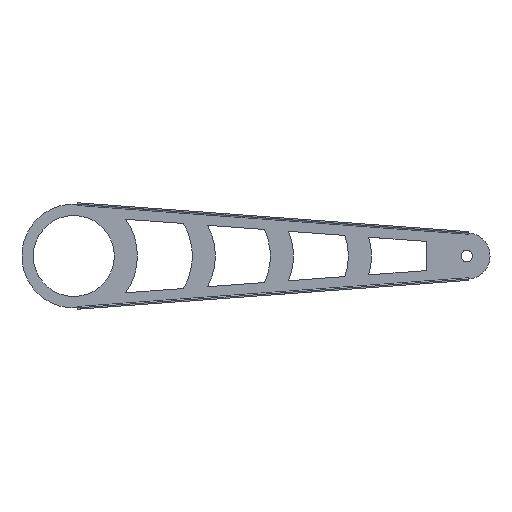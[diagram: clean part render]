
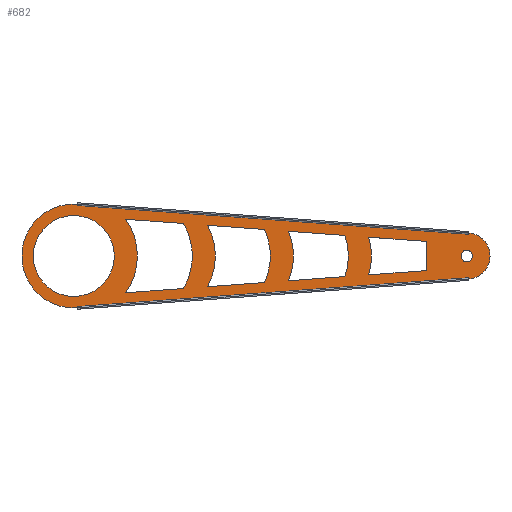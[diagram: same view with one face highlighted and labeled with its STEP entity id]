
A CAD part, top view. The second image highlights one B-rep face of the part: STEP entity #682.
In plain terms, the highlighted planar face has unit normal (0, 0, 1).
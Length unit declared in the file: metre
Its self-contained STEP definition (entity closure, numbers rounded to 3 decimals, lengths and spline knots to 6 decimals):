
#23=PLANE('',#753);
#39=LINE('',#993,#105);
#44=LINE('',#1007,#110);
#49=LINE('',#1022,#115);
#52=LINE('',#1028,#118);
#57=LINE('',#1043,#123);
#63=LINE('',#1064,#129);
#66=LINE('',#1086,#132);
#68=LINE('',#1089,#134);
#70=LINE('',#1092,#136);
#73=LINE('',#1103,#139);
#74=LINE('',#1105,#140);
#75=LINE('',#1107,#141);
#76=LINE('',#1108,#142);
#77=LINE('',#1110,#143);
#78=LINE('',#1112,#144);
#105=VECTOR('',#791,1.);
#110=VECTOR('',#804,1.);
#115=VECTOR('',#817,1.);
#118=VECTOR('',#822,1.);
#123=VECTOR('',#835,1.);
#129=VECTOR('',#855,1.);
#132=VECTOR('',#884,1.);
#134=VECTOR('',#888,1.);
#136=VECTOR('',#892,1.);
#139=VECTOR('',#903,1.);
#140=VECTOR('',#904,1.);
#141=VECTOR('',#905,1.);
#142=VECTOR('',#906,1.);
#143=VECTOR('',#907,1.);
#144=VECTOR('',#908,1.);
#243=ORIENTED_EDGE('',*,*,#395,.T.);
#244=ORIENTED_EDGE('',*,*,#399,.T.);
#245=ORIENTED_EDGE('',*,*,#402,.F.);
#246=ORIENTED_EDGE('',*,*,#414,.F.);
#247=ORIENTED_EDGE('',*,*,#385,.T.);
#248=ORIENTED_EDGE('',*,*,#389,.T.);
#249=ORIENTED_EDGE('',*,*,#392,.F.);
#250=ORIENTED_EDGE('',*,*,#412,.F.);
#251=ORIENTED_EDGE('',*,*,#375,.T.);
#252=ORIENTED_EDGE('',*,*,#379,.T.);
#253=ORIENTED_EDGE('',*,*,#382,.F.);
#254=ORIENTED_EDGE('',*,*,#410,.F.);
#255=ORIENTED_EDGE('',*,*,#365,.F.);
#256=ORIENTED_EDGE('',*,*,#369,.T.);
#257=ORIENTED_EDGE('',*,*,#372,.T.);
#258=ORIENTED_EDGE('',*,*,#408,.F.);
#259=ORIENTED_EDGE('',*,*,#405,.F.);
#260=ORIENTED_EDGE('',*,*,#403,.F.);
#261=ORIENTED_EDGE('',*,*,#417,.T.);
#262=ORIENTED_EDGE('',*,*,#419,.T.);
#263=ORIENTED_EDGE('',*,*,#420,.T.);
#264=ORIENTED_EDGE('',*,*,#421,.T.);
#265=ORIENTED_EDGE('',*,*,#361,.T.);
#266=ORIENTED_EDGE('',*,*,#422,.T.);
#267=ORIENTED_EDGE('',*,*,#423,.T.);
#268=ORIENTED_EDGE('',*,*,#424,.T.);
#361=EDGE_CURVE('',#458,#457,#520,.T.);
#365=EDGE_CURVE('',#461,#462,#39,.T.);
#369=EDGE_CURVE('',#461,#464,#522,.T.);
#372=EDGE_CURVE('',#464,#466,#44,.T.);
#375=EDGE_CURVE('',#470,#469,#524,.T.);
#379=EDGE_CURVE('',#469,#472,#49,.T.);
#382=EDGE_CURVE('',#474,#472,#52,.T.);
#385=EDGE_CURVE('',#478,#477,#526,.T.);
#389=EDGE_CURVE('',#477,#480,#57,.T.);
#392=EDGE_CURVE('',#482,#480,#528,.T.);
#395=EDGE_CURVE('',#486,#485,#530,.T.);
#399=EDGE_CURVE('',#485,#488,#63,.T.);
#402=EDGE_CURVE('',#490,#488,#532,.T.);
#403=EDGE_CURVE('',#491,#491,#533,.T.);
#405=EDGE_CURVE('',#493,#493,#535,.T.);
#408=EDGE_CURVE('',#462,#466,#538,.T.);
#410=EDGE_CURVE('',#470,#474,#66,.T.);
#412=EDGE_CURVE('',#478,#482,#68,.T.);
#414=EDGE_CURVE('',#486,#490,#70,.T.);
#417=EDGE_CURVE('',#498,#497,#540,.T.);
#419=EDGE_CURVE('',#497,#499,#73,.T.);
#420=EDGE_CURVE('',#499,#500,#74,.F.);
#421=EDGE_CURVE('',#500,#458,#75,.T.);
#422=EDGE_CURVE('',#457,#501,#76,.T.);
#423=EDGE_CURVE('',#501,#502,#77,.T.);
#424=EDGE_CURVE('',#502,#498,#78,.T.);
#457=VERTEX_POINT('',#983);
#458=VERTEX_POINT('',#985);
#461=VERTEX_POINT('',#992);
#462=VERTEX_POINT('',#994);
#464=VERTEX_POINT('',#1000);
#466=VERTEX_POINT('',#1006);
#469=VERTEX_POINT('',#1013);
#470=VERTEX_POINT('',#1015);
#472=VERTEX_POINT('',#1021);
#474=VERTEX_POINT('',#1027);
#477=VERTEX_POINT('',#1034);
#478=VERTEX_POINT('',#1036);
#480=VERTEX_POINT('',#1042);
#482=VERTEX_POINT('',#1048);
#485=VERTEX_POINT('',#1055);
#486=VERTEX_POINT('',#1057);
#488=VERTEX_POINT('',#1063);
#490=VERTEX_POINT('',#1069);
#491=VERTEX_POINT('',#1073);
#493=VERTEX_POINT('',#1078);
#497=VERTEX_POINT('',#1098);
#498=VERTEX_POINT('',#1100);
#499=VERTEX_POINT('',#1104);
#500=VERTEX_POINT('',#1106);
#501=VERTEX_POINT('',#1109);
#502=VERTEX_POINT('',#1111);
#520=CIRCLE('',#713,0.028575);
#522=CIRCLE('',#717,0.034925);
#524=CIRCLE('',#721,0.034925);
#526=CIRCLE('',#726,0.034925);
#528=CIRCLE('',#730,0.034925);
#530=CIRCLE('',#733,0.034925);
#532=CIRCLE('',#737,0.034925);
#533=CIRCLE('',#739,0.022225);
#535=CIRCLE('',#742,0.003175);
#538=CIRCLE('',#746,0.034925);
#540=CIRCLE('',#752,0.0127);
#569=EDGE_LOOP('',(#243,#244,#245,#246));
#570=EDGE_LOOP('',(#247,#248,#249,#250));
#571=EDGE_LOOP('',(#251,#252,#253,#254));
#572=EDGE_LOOP('',(#255,#256,#257,#258));
#573=EDGE_LOOP('',(#259));
#574=EDGE_LOOP('',(#260));
#575=EDGE_LOOP('',(#261,#262,#263,#264,#265,#266,#267,#268));
#619=FACE_BOUND('',#569,.T.);
#620=FACE_BOUND('',#570,.T.);
#621=FACE_BOUND('',#571,.T.);
#622=FACE_BOUND('',#572,.T.);
#623=FACE_BOUND('',#573,.T.);
#624=FACE_BOUND('',#574,.T.);
#625=FACE_BOUND('',#575,.T.);
#682=ADVANCED_FACE('',(#619,#620,#621,#622,#623,#624,#625),#23,.T.);
#713=AXIS2_PLACEMENT_3D('',#984,#784,#785);
#717=AXIS2_PLACEMENT_3D('',#1001,#798,#799);
#721=AXIS2_PLACEMENT_3D('',#1014,#810,#811);
#726=AXIS2_PLACEMENT_3D('',#1035,#828,#829);
#730=AXIS2_PLACEMENT_3D('',#1049,#841,#842);
#733=AXIS2_PLACEMENT_3D('',#1056,#848,#849);
#737=AXIS2_PLACEMENT_3D('',#1070,#861,#862);
#739=AXIS2_PLACEMENT_3D('',#1072,#865,#866);
#742=AXIS2_PLACEMENT_3D('',#1077,#871,#872);
#746=AXIS2_PLACEMENT_3D('',#1083,#879,#880);
#752=AXIS2_PLACEMENT_3D('',#1099,#898,#899);
#753=AXIS2_PLACEMENT_3D('',#1102,#901,#902);
#784=DIRECTION('',(0.,0.,1.));
#785=DIRECTION('',(1.,0.,0.));
#791=DIRECTION('',(0.997,0.074,0.));
#798=DIRECTION('',(0.,0.,1.));
#799=DIRECTION('',(1.,0.,0.));
#804=DIRECTION('',(0.997,-0.074,0.));
#810=DIRECTION('',(0.,0.,1.));
#811=DIRECTION('',(1.,0.,0.));
#817=DIRECTION('',(0.997,-0.074,0.));
#822=DIRECTION('',(0.,1.,0.));
#828=DIRECTION('',(0.,0.,1.));
#829=DIRECTION('',(1.,0.,0.));
#835=DIRECTION('',(0.997,-0.074,0.));
#841=DIRECTION('',(0.,0.,1.));
#842=DIRECTION('',(1.,0.,0.));
#848=DIRECTION('',(0.,0.,1.));
#849=DIRECTION('',(1.,0.,0.));
#855=DIRECTION('',(0.997,-0.074,0.));
#861=DIRECTION('',(0.,0.,1.));
#862=DIRECTION('',(1.,0.,0.));
#865=DIRECTION('',(0.,0.,1.));
#866=DIRECTION('',(1.,0.,0.));
#871=DIRECTION('',(0.,0.,1.));
#872=DIRECTION('',(1.,0.,0.));
#879=DIRECTION('',(0.,0.,1.));
#880=DIRECTION('',(1.,0.,0.));
#884=DIRECTION('',(0.997,0.074,0.));
#888=DIRECTION('',(0.997,0.074,0.));
#892=DIRECTION('',(0.997,0.074,0.));
#898=DIRECTION('',(0.,0.,1.));
#899=DIRECTION('',(1.,0.,0.));
#901=DIRECTION('',(0.,0.,1.));
#902=DIRECTION('',(1.,0.,0.));
#903=DIRECTION('',(-0.074,-0.997,0.));
#904=DIRECTION('',(0.997,-0.074,0.));
#905=DIRECTION('',(0.,1.,0.));
#906=DIRECTION('',(-0.074,0.997,0.));
#907=DIRECTION('',(0.997,0.074,0.));
#908=DIRECTION('',(0.074,-0.997,0.));
#983=CARTESIAN_POINT('',(0.002101,-0.028498,0.002032));
#984=CARTESIAN_POINT('',(0.,0.,0.002032));
#985=CARTESIAN_POINT('',(0.002101,0.028498,0.002032));
#992=CARTESIAN_POINT('',(0.028502,-0.020184,0.002032));
#993=CARTESIAN_POINT('',(0.044342,-0.019016,0.002032));
#994=CARTESIAN_POINT('',(0.060182,-0.017848,0.002032));
#1000=CARTESIAN_POINT('',(0.028502,0.020184,0.002032));
#1001=CARTESIAN_POINT('',(0.,0.,0.002032));
#1006=CARTESIAN_POINT('',(0.060182,0.017848,0.002032));
#1007=CARTESIAN_POINT('',(0.044342,0.019016,0.002032));
#1013=CARTESIAN_POINT('',(0.161945,0.010345,0.002032));
#1014=CARTESIAN_POINT('',(0.128588,0.,0.002032));
#1015=CARTESIAN_POINT('',(0.161945,-0.010345,0.002032));
#1021=CARTESIAN_POINT('',(0.193675,0.008006,0.002032));
#1022=CARTESIAN_POINT('',(0.17781,0.009176,0.002032));
#1027=CARTESIAN_POINT('',(0.193675,-0.008006,0.002032));
#1028=CARTESIAN_POINT('',(0.193675,0.,0.002032));
#1034=CARTESIAN_POINT('',(0.117896,0.013593,0.002032));
#1035=CARTESIAN_POINT('',(0.085725,0.,0.002032));
#1036=CARTESIAN_POINT('',(0.117896,-0.013593,0.002032));
#1042=CARTESIAN_POINT('',(0.148932,0.011305,0.002032));
#1043=CARTESIAN_POINT('',(0.133414,0.012449,0.002032));
#1048=CARTESIAN_POINT('',(0.148932,-0.011305,0.002032));
#1049=CARTESIAN_POINT('',(0.115888,0.,0.002032));
#1055=CARTESIAN_POINT('',(0.073443,0.01687,0.002032));
#1056=CARTESIAN_POINT('',(0.042863,0.,0.002032));
#1057=CARTESIAN_POINT('',(0.073443,-0.01687,0.002032));
#1063=CARTESIAN_POINT('',(0.10477,0.014561,0.002032));
#1064=CARTESIAN_POINT('',(0.089106,0.015716,0.002032));
#1069=CARTESIAN_POINT('',(0.10477,-0.014561,0.002032));
#1070=CARTESIAN_POINT('',(0.073025,0.,0.002032));
#1072=CARTESIAN_POINT('',(0.,0.,0.002032));
#1073=CARTESIAN_POINT('',(0.022225,0.,0.002032));
#1077=CARTESIAN_POINT('',(0.2159,0.,0.002032));
#1078=CARTESIAN_POINT('',(0.219075,0.,0.002032));
#1083=CARTESIAN_POINT('',(0.030163,0.,0.002032));
#1086=CARTESIAN_POINT('',(0.17781,-0.009176,0.002032));
#1089=CARTESIAN_POINT('',(0.133414,-0.012449,0.002032));
#1092=CARTESIAN_POINT('',(0.089106,-0.015716,0.002032));
#1098=CARTESIAN_POINT('',(0.216834,0.012666,0.002032));
#1099=CARTESIAN_POINT('',(0.2159,0.,0.002032));
#1100=CARTESIAN_POINT('',(0.216834,-0.012666,0.002032));
#1102=CARTESIAN_POINT('',(0.100013,0.,0.002032));
#1103=CARTESIAN_POINT('',(0.216861,0.013033,0.002032));
#1104=CARTESIAN_POINT('',(0.21678,0.011931,0.002032));
#1105=CARTESIAN_POINT('',(0.101519,0.020429,0.002032));
#1106=CARTESIAN_POINT('',(0.002101,0.027759,0.002032));
#1107=CARTESIAN_POINT('',(0.002101,0.028867,0.002032));
#1108=CARTESIAN_POINT('',(0.000541,-0.007334,0.002032));
#1109=CARTESIAN_POINT('',(0.002047,-0.027763,0.002032));
#1110=CARTESIAN_POINT('',(0.21678,-0.011931,0.002032));
#1111=CARTESIAN_POINT('',(0.21678,-0.011931,0.002032));
#1112=CARTESIAN_POINT('',(0.215273,0.008498,0.002032));
